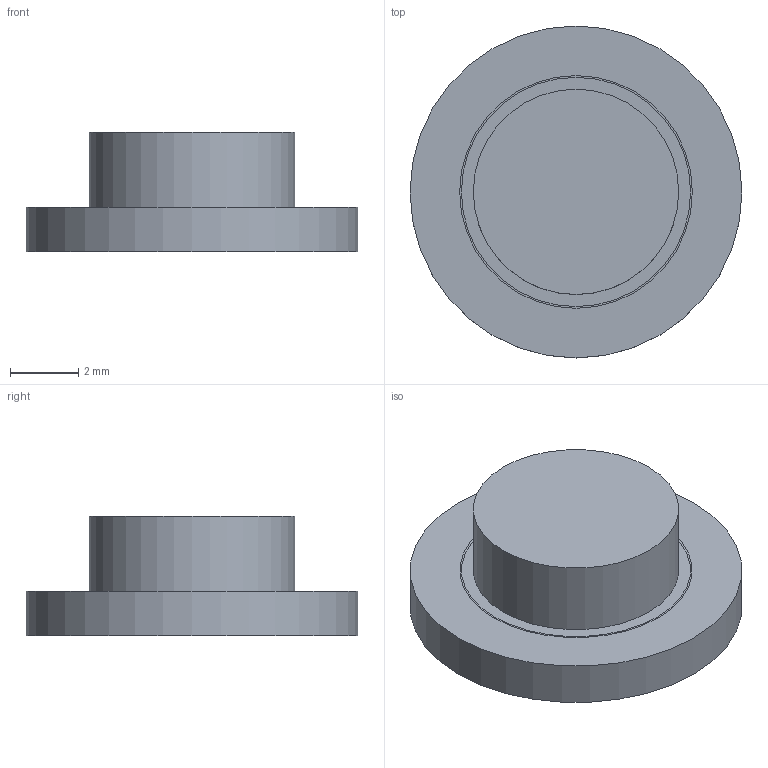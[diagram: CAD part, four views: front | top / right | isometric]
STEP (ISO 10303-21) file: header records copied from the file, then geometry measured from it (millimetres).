
FILE_DESCRIPTION(/* description */ ('3-D model version:1'),/* implementation_level */ '2;1');
FILE_NAME(/* name */ '327R06-10 13000-GM 1025',/* time_stamp */ '2015-10-16T16:30:20+02:00',/* author */ ('InteractiveCad'),/* organization */ ('AB Sandvik Coromant'),/* preprocessor_version */ 'ST-DEVELOPER v15',/* originating_system */ 'SIEMENS PLM Software NX 8.5',/* authorisation */ '');
FILE_SCHEMA (('AP203_CONFIGURATION_CONTROLLED_3D_DESIGN_OF_MECHANICAL_PARTS_AND_ASSEMBLIES_MIM_LF { 1 0 10303 403 2 1 2}'));
Length unit declared in the file: millimetre
Products named in the file (1): 327R06_10_13000_GM_SIM
Bounding box: 9.7 x 9.7 x 3.5 mm (x, y, z)
Volume: 159.6 mm3; surface area: 286.1 mm2
Topology: 2 solids, 2 shells, 9 faces, 12 edges, 8 vertices
Faces by surface type: plane 5, cylinder 4
Full cylindrical faces by diameter (mm): 6 x1, 6.7 x1, 6.8 x1, 9.7 x1
Entity records: 278 total; most frequent: DIRECTION 36, CARTESIAN_POINT 26, AXIS2_PLACEMENT_3D 18, EDGE_LOOP 16, ORIENTED_EDGE 16, FACE_BOUND 14, ADVANCED_FACE 9, VERTEX_POINT 8
